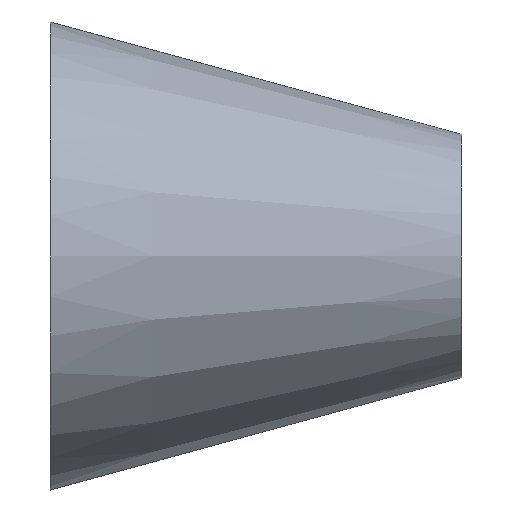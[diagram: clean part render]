
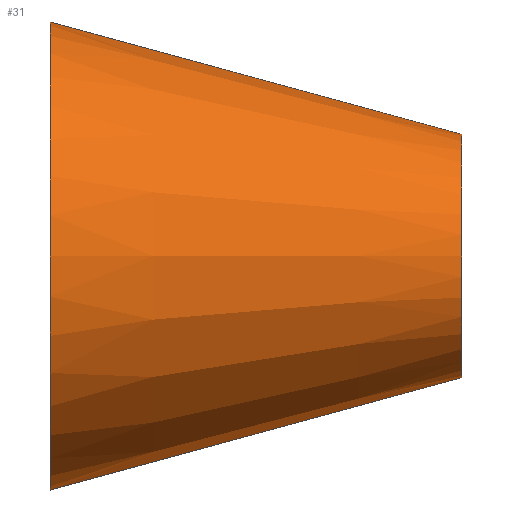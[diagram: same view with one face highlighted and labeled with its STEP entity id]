
A CAD part, front view. The second image highlights one B-rep face of the part: STEP entity #31.
In plain terms, the highlighted conical face has half-angle 15.255 degrees and reference radius 13 mm.
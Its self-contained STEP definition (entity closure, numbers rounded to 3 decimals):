
#1 = ORIENTED_EDGE ( 'NONE', *, *, #11, .F. ) ;
#11 = EDGE_CURVE ( 'NONE', #41, #22, #160, .T. ) ;
#18 = ORIENTED_EDGE ( 'NONE', *, *, #100, .T. ) ;
#19 = CARTESIAN_POINT ( 'NONE',  ( 44., 0., 13. ) ) ;
#21 = AXIS2_PLACEMENT_3D ( 'NONE', #50, #161, #181 ) ;
#22 = VERTEX_POINT ( 'NONE', #81 ) ;
#25 = FACE_OUTER_BOUND ( 'NONE', #212, .T. ) ;
#26 = VECTOR ( 'NONE', #245, 1000. ) ;
#27 = CARTESIAN_POINT ( 'NONE',  ( 44., 0., 13. ) ) ;
#31 = ADVANCED_FACE ( 'NONE', ( #25 ), #125, .T. ) ;
#40 = CARTESIAN_POINT ( 'NONE',  ( 0., 0., 0. ) ) ;
#41 = VERTEX_POINT ( 'NONE', #177 ) ;
#50 = CARTESIAN_POINT ( 'NONE',  ( 44., 0., 0. ) ) ;
#58 = AXIS2_PLACEMENT_3D ( 'NONE', #40, #230, #215 ) ;
#64 = CARTESIAN_POINT ( 'NONE',  ( 44., 0., -13. ) ) ;
#79 = EDGE_CURVE ( 'NONE', #194, #22, #240, .T. ) ;
#81 = CARTESIAN_POINT ( 'NONE',  ( 0., 0., -25. ) ) ;
#92 = CARTESIAN_POINT ( 'NONE',  ( 0., 0., 25. ) ) ;
#98 = VECTOR ( 'NONE', #118, 1000. ) ;
#100 = EDGE_CURVE ( 'NONE', #171, #194, #195, .T. ) ;
#101 = ORIENTED_EDGE ( 'NONE', *, *, #192, .F. ) ;
#118 = DIRECTION ( 'NONE',  ( -0.965, 0., 0.263 ) ) ;
#125 = CONICAL_SURFACE ( 'NONE', #200, 13., 0.266 ) ;
#137 = DIRECTION ( 'NONE',  ( 0., 0., 1. ) ) ;
#138 = DIRECTION ( 'NONE',  ( -1., 0., 0. ) ) ;
#140 = CARTESIAN_POINT ( 'NONE',  ( 44., 0., 0. ) ) ;
#160 = LINE ( 'NONE', #64, #26 ) ;
#161 = DIRECTION ( 'NONE',  ( 1., 0., 0. ) ) ;
#171 = VERTEX_POINT ( 'NONE', #27 ) ;
#177 = CARTESIAN_POINT ( 'NONE',  ( 44., 0., -13. ) ) ;
#181 = DIRECTION ( 'NONE',  ( 0., 0., -1. ) ) ;
#182 = CIRCLE ( 'NONE', #21, 13. ) ;
#192 = EDGE_CURVE ( 'NONE', #171, #41, #182, .T. ) ;
#194 = VERTEX_POINT ( 'NONE', #92 ) ;
#195 = LINE ( 'NONE', #19, #98 ) ;
#200 = AXIS2_PLACEMENT_3D ( 'NONE', #140, #138, #137 ) ;
#212 = EDGE_LOOP ( 'NONE', ( #1, #101, #18, #243 ) ) ;
#215 = DIRECTION ( 'NONE',  ( 0., 0., -1. ) ) ;
#230 = DIRECTION ( 'NONE',  ( 1., 0., 0. ) ) ;
#240 = CIRCLE ( 'NONE', #58, 25. ) ;
#243 = ORIENTED_EDGE ( 'NONE', *, *, #79, .T. ) ;
#245 = DIRECTION ( 'NONE',  ( -0.965, 0., -0.263 ) ) ;
